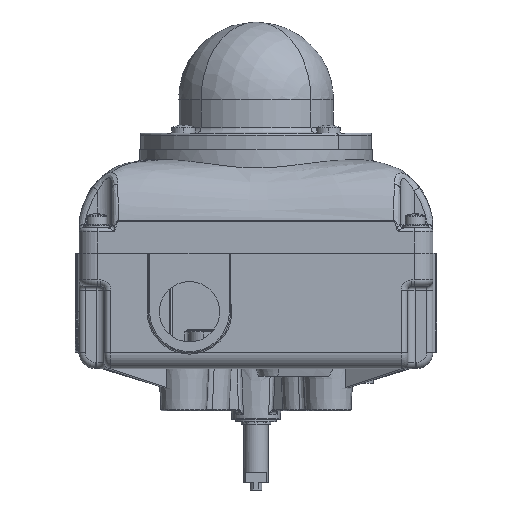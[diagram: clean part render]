
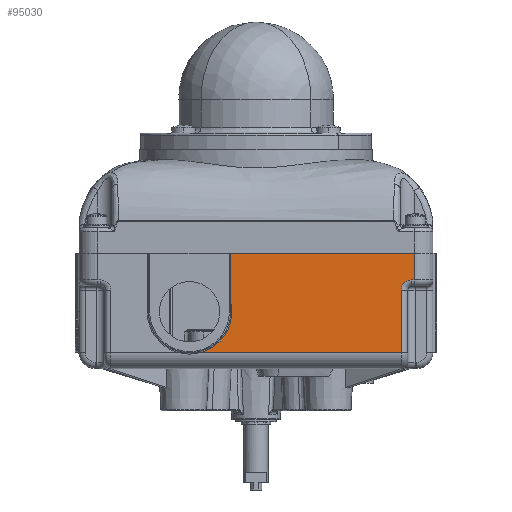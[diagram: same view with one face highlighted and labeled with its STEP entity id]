
A CAD part, front view. The second image highlights one B-rep face of the part: STEP entity #95030.
In plain terms, the highlighted planar face has unit normal (0, -1, 0).
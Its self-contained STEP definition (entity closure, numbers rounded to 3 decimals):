
#452 = VERTEX_POINT ( 'NONE', #93629 ) ;
#1145 = CARTESIAN_POINT ( 'NONE',  ( 51.3, -73., 40.64 ) ) ;
#1451 = DIRECTION ( 'NONE',  ( 0., 0., 1. ) ) ;
#5588 = VECTOR ( 'NONE', #93837, 1000. ) ;
#7745 = ORIENTED_EDGE ( 'NONE', *, *, #28670, .F. ) ;
#8539 = EDGE_CURVE ( 'NONE', #125195, #109071, #57056, .T. ) ;
#8674 = CARTESIAN_POINT ( 'NONE',  ( 51.3, -73., 1.5 ) ) ;
#8791 = CARTESIAN_POINT ( 'NONE',  ( -32.5, -73., 17.5 ) ) ;
#8924 = LINE ( 'NONE', #18471, #84618 ) ;
#11106 = ORIENTED_EDGE ( 'NONE', *, *, #126036, .F. ) ;
#13404 = LINE ( 'NONE', #83804, #116455 ) ;
#18471 = CARTESIAN_POINT ( 'NONE',  ( 56.3, -73., 40.64 ) ) ;
#18818 = EDGE_CURVE ( 'NONE', #109071, #452, #48137, .T. ) ;
#19150 = DIRECTION ( 'NONE',  ( 0., 0., 1. ) ) ;
#19866 = DIRECTION ( 'NONE',  ( 1., 0., 0. ) ) ;
#20473 = EDGE_LOOP ( 'NONE', ( #114306, #22436, #23775, #11106, #50588, #7745, #120456, #55010, #132636 ) ) ;
#22436 = ORIENTED_EDGE ( 'NONE', *, *, #18818, .T. ) ;
#23775 = ORIENTED_EDGE ( 'NONE', *, *, #36525, .T. ) ;
#23958 = VECTOR ( 'NONE', #19866, 1000. ) ;
#24451 = VECTOR ( 'NONE', #90937, 1000. ) ;
#24745 = EDGE_CURVE ( 'NONE', #92076, #122018, #24876, .T. ) ;
#24876 = CIRCLE ( 'NONE', #86076, 16.75 ) ;
#25854 = LINE ( 'NONE', #107299, #43561 ) ;
#26215 = DIRECTION ( 'NONE',  ( 0., 0., 1. ) ) ;
#27598 = CARTESIAN_POINT ( 'NONE',  ( 51.3, -73., 26.1 ) ) ;
#28294 = VERTEX_POINT ( 'NONE', #8674 ) ;
#28670 = EDGE_CURVE ( 'NONE', #92076, #98104, #13404, .T. ) ;
#36525 = EDGE_CURVE ( 'NONE', #452, #109746, #8924, .T. ) ;
#39764 = VERTEX_POINT ( 'NONE', #81380 ) ;
#43561 = VECTOR ( 'NONE', #66299, 1000. ) ;
#48137 = LINE ( 'NONE', #91922, #23958 ) ;
#48214 = EDGE_CURVE ( 'NONE', #98104, #39764, #51831, .T. ) ;
#48756 = DIRECTION ( 'NONE',  ( 0., 1., 0. ) ) ;
#50588 = ORIENTED_EDGE ( 'NONE', *, *, #48214, .F. ) ;
#51831 = LINE ( 'NONE', #131410, #24451 ) ;
#52342 = VECTOR ( 'NONE', #130029, 1000. ) ;
#52602 = AXIS2_PLACEMENT_3D ( 'NONE', #110407, #48756, #120743 ) ;
#55010 = ORIENTED_EDGE ( 'NONE', *, *, #131957, .T. ) ;
#55547 = LINE ( 'NONE', #78748, #52342 ) ;
#57056 = CIRCLE ( 'NONE', #52602, 4. ) ;
#57706 = CARTESIAN_POINT ( 'NONE',  ( 55.3, -73., 30.1 ) ) ;
#66299 = DIRECTION ( 'NONE',  ( 1., 0., 0. ) ) ;
#76853 = CARTESIAN_POINT ( 'NONE',  ( -16.25, -73., 40.64 ) ) ;
#77789 = CARTESIAN_POINT ( 'NONE',  ( -16.25, -73., 21.562 ) ) ;
#78748 = CARTESIAN_POINT ( 'NONE',  ( -76.2, -73., 40.64 ) ) ;
#80811 = DIRECTION ( 'NONE',  ( 0., 1., 0. ) ) ;
#81380 = CARTESIAN_POINT ( 'NONE',  ( -6.2, -73., 40.64 ) ) ;
#83804 = CARTESIAN_POINT ( 'NONE',  ( -16.25, -73., 17.5 ) ) ;
#84618 = VECTOR ( 'NONE', #111206, 1000. ) ;
#85953 = AXIS2_PLACEMENT_3D ( 'NONE', #106351, #87887, #26215 ) ;
#86076 = AXIS2_PLACEMENT_3D ( 'NONE', #8791, #80811, #19150 ) ;
#87887 = DIRECTION ( 'NONE',  ( 0., 1., 0. ) ) ;
#90937 = DIRECTION ( 'NONE',  ( 1., 0., 0. ) ) ;
#91922 = CARTESIAN_POINT ( 'NONE',  ( 56.3, -73., 30.1 ) ) ;
#92076 = VERTEX_POINT ( 'NONE', #77789 ) ;
#93629 = CARTESIAN_POINT ( 'NONE',  ( 56.3, -73., 30.1 ) ) ;
#93837 = DIRECTION ( 'NONE',  ( 0., 0., 1. ) ) ;
#95030 = ADVANCED_FACE ( 'NONE', ( #126591 ), #95994, .F. ) ;
#95994 = PLANE ( 'NONE',  #85953 ) ;
#98104 = VERTEX_POINT ( 'NONE', #76853 ) ;
#98666 = EDGE_CURVE ( 'NONE', #28294, #125195, #115075, .T. ) ;
#106351 = CARTESIAN_POINT ( 'NONE',  ( -76.2, -73., 40.64 ) ) ;
#107299 = CARTESIAN_POINT ( 'NONE',  ( 56.3, -73., 1.5 ) ) ;
#109071 = VERTEX_POINT ( 'NONE', #57706 ) ;
#109746 = VERTEX_POINT ( 'NONE', #127765 ) ;
#110407 = CARTESIAN_POINT ( 'NONE',  ( 55.3, -73., 26.1 ) ) ;
#111206 = DIRECTION ( 'NONE',  ( 0., 0., 1. ) ) ;
#114306 = ORIENTED_EDGE ( 'NONE', *, *, #8539, .T. ) ;
#115075 = LINE ( 'NONE', #1145, #5588 ) ;
#116455 = VECTOR ( 'NONE', #1451, 1000. ) ;
#120456 = ORIENTED_EDGE ( 'NONE', *, *, #24745, .T. ) ;
#120743 = DIRECTION ( 'NONE',  ( 0., 0., 1. ) ) ;
#122018 = VERTEX_POINT ( 'NONE', #131589 ) ;
#125195 = VERTEX_POINT ( 'NONE', #27598 ) ;
#126036 = EDGE_CURVE ( 'NONE', #39764, #109746, #55547, .T. ) ;
#126591 = FACE_OUTER_BOUND ( 'NONE', #20473, .T. ) ;
#127765 = CARTESIAN_POINT ( 'NONE',  ( 56.3, -73., 40.64 ) ) ;
#130029 = DIRECTION ( 'NONE',  ( 1., 0., 0. ) ) ;
#131410 = CARTESIAN_POINT ( 'NONE',  ( -76.2, -73., 40.64 ) ) ;
#131589 = CARTESIAN_POINT ( 'NONE',  ( -27.544, -73., 1.5 ) ) ;
#131957 = EDGE_CURVE ( 'NONE', #122018, #28294, #25854, .T. ) ;
#132636 = ORIENTED_EDGE ( 'NONE', *, *, #98666, .T. ) ;
